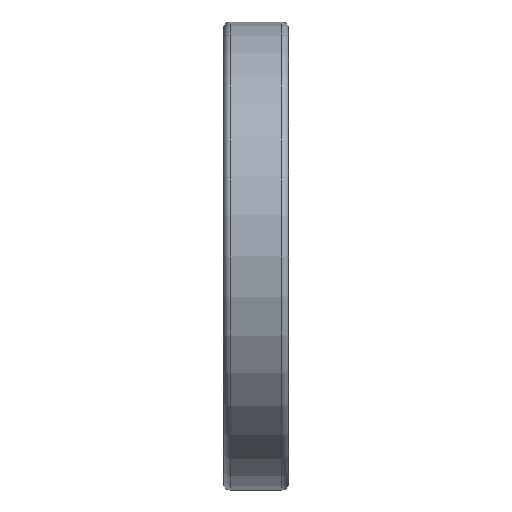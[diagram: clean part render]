
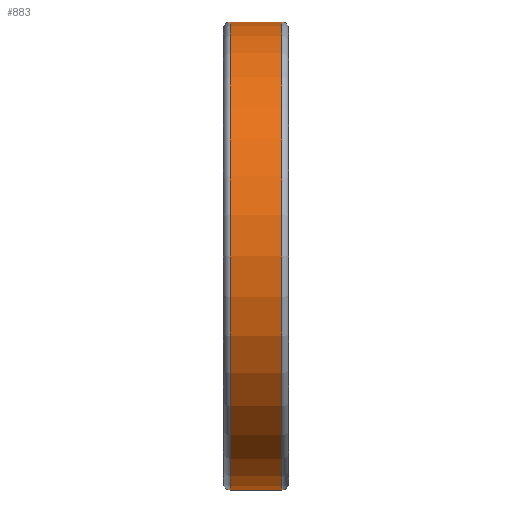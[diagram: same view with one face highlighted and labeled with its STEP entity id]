
A CAD part, left-side view. The second image highlights one B-rep face of the part: STEP entity #883.
In plain terms, the highlighted cylindrical face has radius 57.15 mm (diameter 114.3 mm), a partial arc.
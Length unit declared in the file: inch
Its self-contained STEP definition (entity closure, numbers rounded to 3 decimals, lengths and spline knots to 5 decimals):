
#81 = VERTEX_POINT ( 'NONE', #5117 ) ;
#187 = EDGE_CURVE ( 'NONE', #3180, #4380, #8059, .T. ) ;
#395 = VECTOR ( 'NONE', #6175, 39.37008 ) ;
#712 = VECTOR ( 'NONE', #1564, 39.37008 ) ;
#719 = EDGE_CURVE ( 'NONE', #81, #6154, #8035, .T. ) ;
#783 = AXIS2_PLACEMENT_3D ( 'NONE', #3640, #3059, #7456 ) ;
#883 = ADVANCED_FACE ( 'NONE', ( #5021 ), #3265, .T. ) ;
#984 = EDGE_CURVE ( 'NONE', #4380, #6154, #2070, .T. ) ;
#1150 = ORIENTED_EDGE ( 'NONE', *, *, #984, .T. ) ;
#1564 = DIRECTION ( 'NONE',  ( 0., -1., 0. ) ) ;
#1603 = ORIENTED_EDGE ( 'NONE', *, *, #187, .T. ) ;
#1631 = LINE ( 'NONE', #3614, #395 ) ;
#2070 = LINE ( 'NONE', #2748, #712 ) ;
#2298 = CARTESIAN_POINT ( 'NONE',  ( 0., 0.5625, 2.25 ) ) ;
#2748 = CARTESIAN_POINT ( 'NONE',  ( 0., 0., -2.25 ) ) ;
#2905 = ORIENTED_EDGE ( 'NONE', *, *, #2948, .F. ) ;
#2948 = EDGE_CURVE ( 'NONE', #3180, #81, #1631, .T. ) ;
#3059 = DIRECTION ( 'NONE',  ( 0., -1., 0. ) ) ;
#3180 = VERTEX_POINT ( 'NONE', #2298 ) ;
#3265 = CYLINDRICAL_SURFACE ( 'NONE', #4411, 2.25 ) ;
#3614 = CARTESIAN_POINT ( 'NONE',  ( 0., 0., 2.25 ) ) ;
#3640 = CARTESIAN_POINT ( 'NONE',  ( 0., 0.0625, 0. ) ) ;
#3884 = DIRECTION ( 'NONE',  ( 0., -1., 0. ) ) ;
#4380 = VERTEX_POINT ( 'NONE', #8262 ) ;
#4411 = AXIS2_PLACEMENT_3D ( 'NONE', #7581, #3884, #6447 ) ;
#5021 = FACE_OUTER_BOUND ( 'NONE', #8319, .T. ) ;
#5117 = CARTESIAN_POINT ( 'NONE',  ( 0., 0.0625, 2.25 ) ) ;
#5673 = CARTESIAN_POINT ( 'NONE',  ( 0., 0.0625, -2.25 ) ) ;
#5866 = CARTESIAN_POINT ( 'NONE',  ( 0., 0.5625, 0. ) ) ;
#6079 = DIRECTION ( 'NONE',  ( 0., -1., 0. ) ) ;
#6154 = VERTEX_POINT ( 'NONE', #5673 ) ;
#6175 = DIRECTION ( 'NONE',  ( 0., -1., 0. ) ) ;
#6447 = DIRECTION ( 'NONE',  ( 0., 0., -1. ) ) ;
#6709 = DIRECTION ( 'NONE',  ( 0., 0., -1. ) ) ;
#6904 = ORIENTED_EDGE ( 'NONE', *, *, #719, .F. ) ;
#7456 = DIRECTION ( 'NONE',  ( 0., 0., -1. ) ) ;
#7581 = CARTESIAN_POINT ( 'NONE',  ( 0., 0., 0. ) ) ;
#7648 = AXIS2_PLACEMENT_3D ( 'NONE', #5866, #6079, #6709 ) ;
#8035 = CIRCLE ( 'NONE', #783, 2.25 ) ;
#8059 = CIRCLE ( 'NONE', #7648, 2.25 ) ;
#8262 = CARTESIAN_POINT ( 'NONE',  ( 0., 0.5625, -2.25 ) ) ;
#8319 = EDGE_LOOP ( 'NONE', ( #2905, #1603, #1150, #6904 ) ) ;
